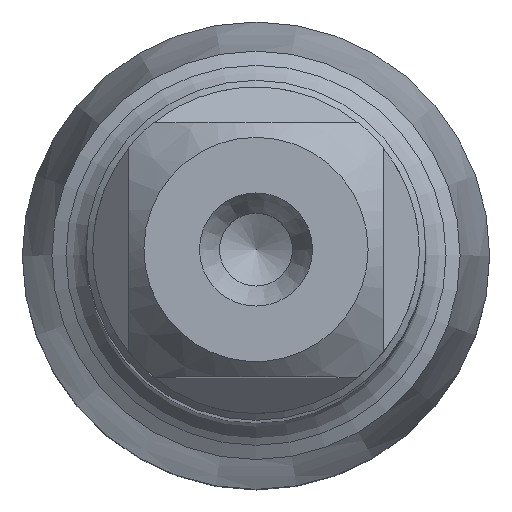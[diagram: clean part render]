
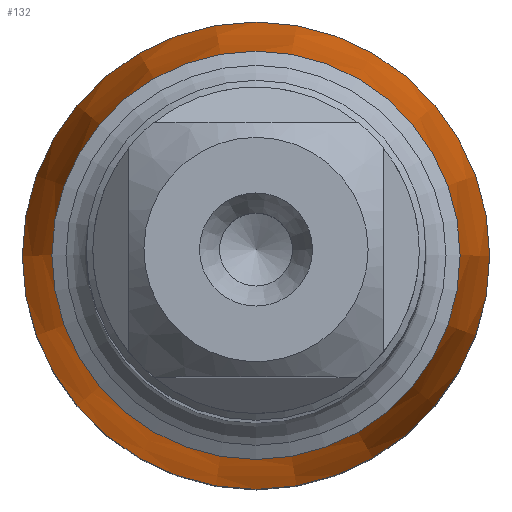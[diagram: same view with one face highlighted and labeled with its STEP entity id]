
A CAD part, top view. The second image highlights one B-rep face of the part: STEP entity #132.
In plain terms, the highlighted conical face has half-angle 8 degrees and reference radius 5.598 mm.
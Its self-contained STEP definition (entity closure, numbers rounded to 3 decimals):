
#99=CONICAL_SURFACE('',#509,5.598,8.);
#132=ADVANCED_FACE('',(#166,#167),#99,.T.);
#166=FACE_BOUND('',#215,.T.);
#167=FACE_BOUND('',#216,.T.);
#215=EDGE_LOOP('',(#301));
#216=EDGE_LOOP('',(#302));
#301=ORIENTED_EDGE('',*,*,#389,.F.);
#302=ORIENTED_EDGE('',*,*,#388,.F.);
#344=VERTEX_POINT('',#800);
#345=VERTEX_POINT('',#803);
#388=EDGE_CURVE('',#344,#344,#411,.T.);
#389=EDGE_CURVE('',#345,#345,#412,.T.);
#411=CIRCLE('',#506,5.598);
#412=CIRCLE('',#508,6.409);
#506=AXIS2_PLACEMENT_3D('',#799,#623,#624);
#508=AXIS2_PLACEMENT_3D('',#802,#627,#628);
#509=AXIS2_PLACEMENT_3D('',#804,#629,#630);
#623=DIRECTION('',(0.,0.,1.));
#624=DIRECTION('',(1.,0.,0.));
#627=DIRECTION('',(0.,0.,-1.));
#628=DIRECTION('',(-1.,0.,0.));
#629=DIRECTION('',(0.,0.,-1.));
#630=DIRECTION('',(-1.,0.,0.));
#799=CARTESIAN_POINT('',(0.,0.,-92.));
#800=CARTESIAN_POINT('',(5.598,0.,-92.));
#802=CARTESIAN_POINT('',(0.,0.,-97.766));
#803=CARTESIAN_POINT('',(-6.409,0.,-97.766));
#804=CARTESIAN_POINT('',(0.,0.,-92.));
